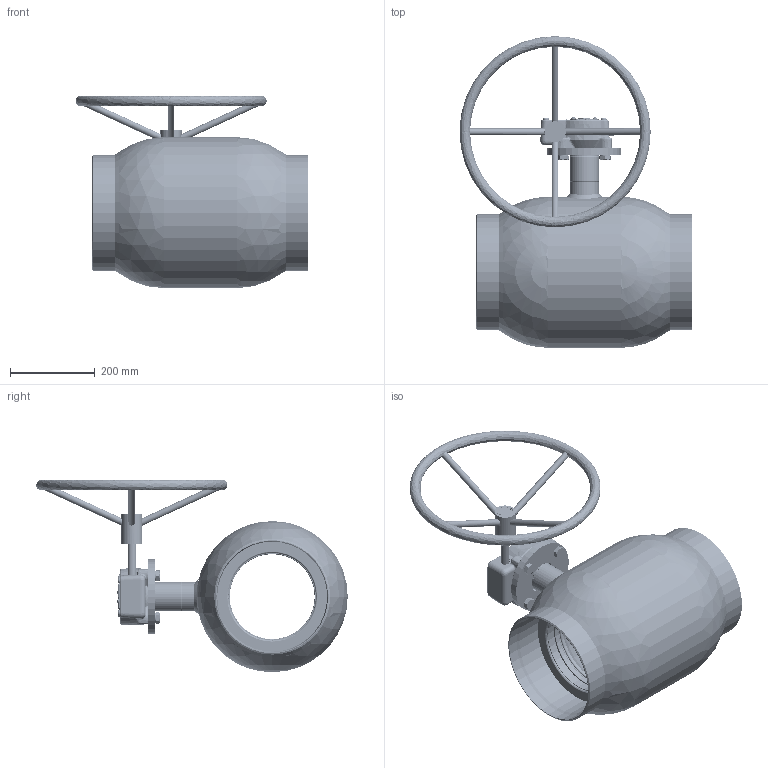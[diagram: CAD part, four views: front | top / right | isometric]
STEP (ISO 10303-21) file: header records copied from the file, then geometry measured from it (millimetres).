
FILE_DESCRIPTION (( 'STEP AP214' ), '1' );
FILE_NAME ('8501225250 480.STEP', '2021-04-12T08:56:40', ( '' ), ( '' ), 'SwSTEP 2.0', 'SolidWorks 2019', '' );
FILE_SCHEMA (( 'AUTOMOTIVE_DESIGN' ));
Length unit declared in the file: millimetre
Products named in the file (36): 600516; 600515; 816210_welding; 327210_SK576501 Pressed; 816240_Finished; 347580_SECOND SIDE; 600514; 327211_SK576532 Pressed; 8501225250 480; 327230; 327270; 337260; hex screw gradeab_din_DIN EN 24017 - M16 x 30-C; 600489; 8501225250 000; 8501225250A_closed ball; 317055_816080; 600482_compressed; 347581_337581 Machine side 2; 347590; 317220_pressed; 317120; WELD^8501225250A; 327212_Pressed; 500315; 600478_L1 = 21 - mounted; 317430; Part1^347580; 347582; 317110; 600587; 317475; circlip for shafts normal_din_Circlip DIN 471 - 45 x 1.75
Assembly tree (52 placements, depth 7):
  8501225250 480
    8501225250 000
      8501225250A_closed ball
        327210_SK576501 Pressed
          327211_SK576532 Pressed
            317055_816080
            327212_Pressed
              816210_welding
              317220_pressed
              327230
            600489  x2
            600516
            600514
            327270
            317475
        WELD^8501225250A  x2
        347590
          347580_SECOND SIDE
            347581_337581 Machine side 2
              347582
            337260
            Part1^347580
          317120
          317110
          600482_compressed
          600478_L1 = 21 - mounted  x3
        500315  x2
        347590
          347580_SECOND SIDE
            347581_337581 Machine side 2
              347582
            337260
            Part1^347580
          317120
          317110
          600482_compressed
          600478_L1 = 21 - mounted  x3
        816240_Finished
        600515
        317430
        circlip for shafts normal_din_Circlip DIN 471 - 45 x 1.75
    hex screw gradeab_din_DIN EN 24017 - M16 x 30-C  x4
    600587
Bounding box: 548.42 x 733.1 x 452.8 mm (x, y, z)
Volume: 11141068.1 mm3; surface area: 2863135.8 mm2
Topology: 155 solids, 155 shells, 3362 faces, 7386 edges, 4375 vertices
Faces by surface type: bspline 1612, plane 939, cone 374, cylinder 325, torus 102, sphere 10
Entity records: 125214 total; most frequent: CARTESIAN_POINT 92022, ORIENTED_EDGE 6902, DIRECTION 6069, EDGE_CURVE 3451, AXIS2_PLACEMENT_3D 2435, VERTEX_POINT 2082, EDGE_LOOP 1627, FACE_OUTER_BOUND 1509
